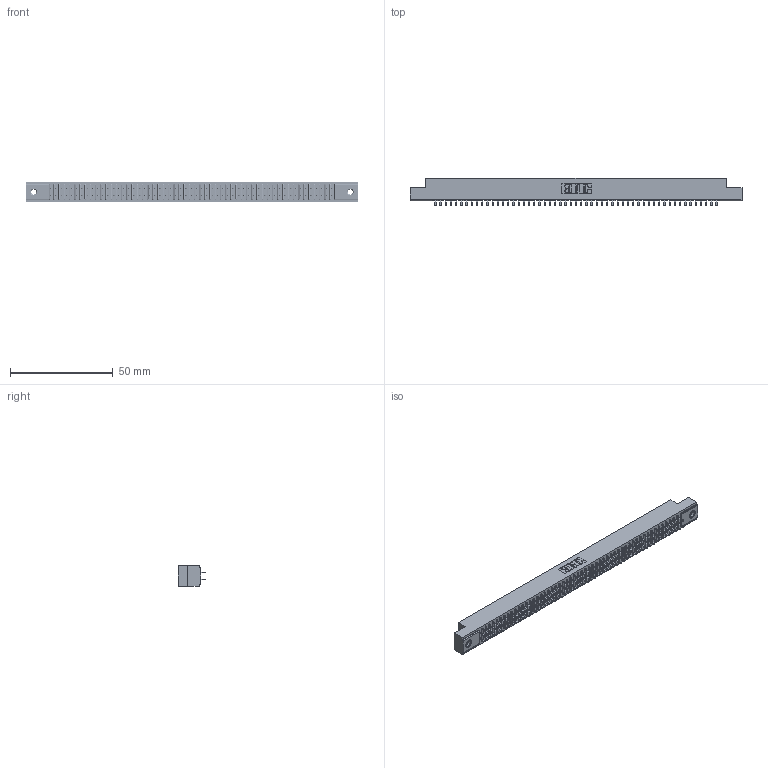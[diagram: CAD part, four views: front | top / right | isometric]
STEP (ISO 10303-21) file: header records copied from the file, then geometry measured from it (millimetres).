
FILE_DESCRIPTION (( 'STEP AP203' ), '1' );
FILE_NAME ('391-110-524-207.STEP', '2018-08-09T21:47:22', ( '' ), ( '' ), 'SwSTEP 2.0', 'SolidWorks 2016', '' );
FILE_SCHEMA (( 'CONFIG_CONTROL_DESIGN' ));
Length unit declared in the file: inch
Products named in the file (4): 341 Part_.156 (3.96) Dia Mounting Holes; 341-292-001_341-292-124; 345-250-001_345-250-005-103; 391-110-524-207
Assembly tree (113 placements, depth 2):
  391-110-524-207
    341 Part_.156 (3.96) Dia Mounting Holes
    341-292-001_341-292-124  x110
    345-250-001_345-250-005-103  x2
Bounding box: 161.93 x 13.64 x 10.16 mm (x, y, z)
Volume: 11944.9 mm3; surface area: 21437.3 mm2
Topology: 113 solids, 113 shells, 7436 faces, 21517 edges, 13930 vertices
Faces by surface type: plane 4500, cylinder 2700, sphere 112, torus 112, cone 12
Entity records: 66015 total; most frequent: CARTESIAN_POINT 10956, ORIENTED_EDGE 10882, DIRECTION 10633, EDGE_CURVE 5441, LINE 4407, VECTOR 4407, VERTEX_POINT 3436, AXIS2_PLACEMENT_3D 3113
